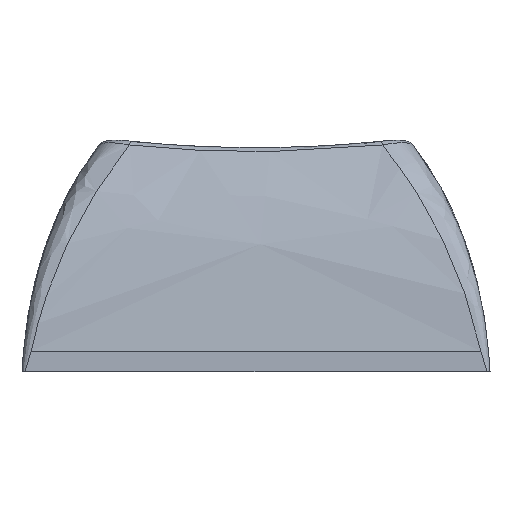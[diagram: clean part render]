
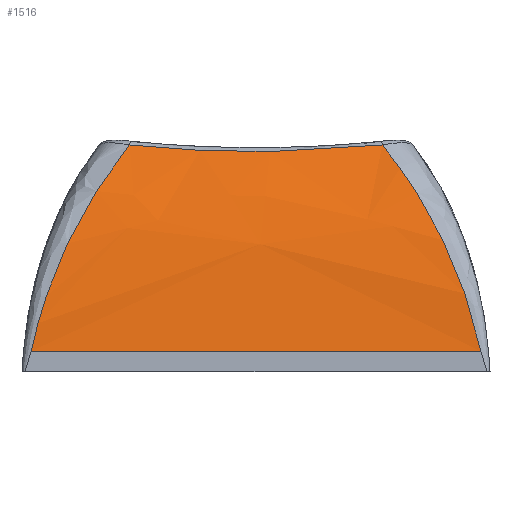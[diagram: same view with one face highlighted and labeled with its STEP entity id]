
A CAD part, left-side view. The second image highlights one B-rep face of the part: STEP entity #1516.
In plain terms, the highlighted free-form (B-spline) face has degree [3, 1] with [5, 2] control points.
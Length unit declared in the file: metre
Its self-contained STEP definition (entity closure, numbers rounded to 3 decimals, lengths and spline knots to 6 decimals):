
#46=B_SPLINE_SURFACE_WITH_KNOTS('',3,1,((#3474,#3475),(#3476,#3477),(#3478,
#3479),(#3480,#3481),(#3482,#3483)),.SURF_OF_LINEAR_EXTRUSION.,.F.,.F.,
 .F.,(4,1,4),(2,2),(-0.00576,0.47952,0.9648),
(0.,1.),.UNSPECIFIED.);
#80=B_SPLINE_CURVE_WITH_KNOTS('',3,(#2389,#2390,#2391,#2392),
 .UNSPECIFIED.,.F.,.F.,(4,4),(0.,1.),.UNSPECIFIED.);
#130=B_SPLINE_CURVE_WITH_KNOTS('',3,(#3274,#3275,#3276,#3277,#3278,#3279,
#3280,#3281,#3282,#3283,#3284,#3285,#3286,#3287,#3288,#3289,#3290,#3291,
#3292),.UNSPECIFIED.,.F.,.F.,(4,1,1,1,1,1,1,1,1,1,1,1,1,1,1,1,4),(0.,0.0625,
0.125,0.25,0.375,0.5,0.625,0.75,0.8125,0.875,0.90625,0.9375,0.953125,0.96875,
0.976563,0.984375,1.),.UNSPECIFIED.);
#134=B_SPLINE_CURVE_WITH_KNOTS('',3,(#3380,#3381,#3382,#3383,#3384,#3385,
#3386,#3387,#3388,#3389,#3390,#3391,#3392,#3393,#3394,#3395,#3396,#3397),
 .UNSPECIFIED.,.F.,.F.,(4,1,1,1,1,1,1,1,1,1,1,1,1,1,1,4),(0.,0.015625,0.03125,
0.039063,0.046875,0.0625,0.09375,0.125,0.1875,0.25,0.375,0.5,0.625,0.75,
0.875,1.),.UNSPECIFIED.);
#580=ORIENTED_EDGE('',*,*,#832,.T.);
#581=ORIENTED_EDGE('',*,*,#764,.T.);
#582=ORIENTED_EDGE('',*,*,#836,.T.);
#583=ORIENTED_EDGE('',*,*,#848,.T.);
#764=EDGE_CURVE('',#944,#942,#80,.T.);
#832=EDGE_CURVE('',#989,#944,#130,.T.);
#836=EDGE_CURVE('',#942,#992,#134,.T.);
#848=EDGE_CURVE('',#992,#989,#1107,.T.);
#942=VERTEX_POINT('',#2349);
#944=VERTEX_POINT('',#2376);
#989=VERTEX_POINT('',#3293);
#992=VERTEX_POINT('',#3398);
#1107=LINE('',#3473,#1219);
#1219=VECTOR('',#1855,1.);
#1301=EDGE_LOOP('',(#580,#581,#582,#583));
#1390=FACE_BOUND('',#1301,.T.);
#1516=ADVANCED_FACE('',(#1390),#46,.F.);
#1855=DIRECTION('',(0.,-1.,0.));
#2349=CARTESIAN_POINT('',(0.279832,0.090616,0.008862));
#2376=CARTESIAN_POINT('',(0.279832,0.080745,0.008862));
#2389=CARTESIAN_POINT('',(0.279832,0.080745,0.008862));
#2390=CARTESIAN_POINT('',(0.279553,0.084035,0.008512));
#2391=CARTESIAN_POINT('',(0.279553,0.087325,0.008512));
#2392=CARTESIAN_POINT('',(0.279832,0.090616,0.008862));
#3274=CARTESIAN_POINT('',(0.27687,0.076892,0.0008));
#3275=CARTESIAN_POINT('',(0.276888,0.076938,0.001013));
#3276=CARTESIAN_POINT('',(0.276929,0.077026,0.0014));
#3277=CARTESIAN_POINT('',(0.277036,0.077231,0.002177));
#3278=CARTESIAN_POINT('',(0.277219,0.077535,0.003139));
#3279=CARTESIAN_POINT('',(0.277492,0.077939,0.004199));
#3280=CARTESIAN_POINT('',(0.277853,0.078433,0.005285));
#3281=CARTESIAN_POINT('',(0.278232,0.07892,0.006214));
#3282=CARTESIAN_POINT('',(0.278637,0.079414,0.007034));
#3283=CARTESIAN_POINT('',(0.278966,0.079798,0.00761));
#3284=CARTESIAN_POINT('',(0.279185,0.080046,0.007961));
#3285=CARTESIAN_POINT('',(0.279382,0.080265,0.008255));
#3286=CARTESIAN_POINT('',(0.279493,0.080387,0.008413));
#3287=CARTESIAN_POINT('',(0.279582,0.080484,0.008535));
#3288=CARTESIAN_POINT('',(0.279659,0.080567,0.008639));
#3289=CARTESIAN_POINT('',(0.279672,0.080581,0.008656));
#3290=CARTESIAN_POINT('',(0.27977,0.080683,0.008785));
#3291=CARTESIAN_POINT('',(0.279801,0.080714,0.008823));
#3292=CARTESIAN_POINT('',(0.279832,0.080745,0.008862));
#3293=CARTESIAN_POINT('',(0.27687,0.076892,0.0008));
#3380=CARTESIAN_POINT('',(0.279832,0.090616,0.008862));
#3381=CARTESIAN_POINT('',(0.279802,0.090646,0.008825));
#3382=CARTESIAN_POINT('',(0.279748,0.090702,0.008755));
#3383=CARTESIAN_POINT('',(0.279663,0.09079,0.008644));
#3384=CARTESIAN_POINT('',(0.279633,0.090822,0.008603));
#3385=CARTESIAN_POINT('',(0.279566,0.090894,0.008513));
#3386=CARTESIAN_POINT('',(0.279497,0.09097,0.008418));
#3387=CARTESIAN_POINT('',(0.279381,0.091096,0.008254));
#3388=CARTESIAN_POINT('',(0.279185,0.091313,0.007962));
#3389=CARTESIAN_POINT('',(0.278966,0.091563,0.00761));
#3390=CARTESIAN_POINT('',(0.278637,0.091947,0.007034));
#3391=CARTESIAN_POINT('',(0.278232,0.09244,0.006214));
#3392=CARTESIAN_POINT('',(0.277853,0.092928,0.005285));
#3393=CARTESIAN_POINT('',(0.277492,0.093421,0.004198));
#3394=CARTESIAN_POINT('',(0.277219,0.093825,0.003141));
#3395=CARTESIAN_POINT('',(0.276999,0.094193,0.001976));
#3396=CARTESIAN_POINT('',(0.276907,0.094377,0.001224));
#3397=CARTESIAN_POINT('',(0.27687,0.094468,0.0008));
#3398=CARTESIAN_POINT('',(0.27687,0.094468,0.0008));
#3473=CARTESIAN_POINT('',(0.27687,0.08568,0.0008));
#3474=CARTESIAN_POINT('',(0.276866,0.094573,0.000748));
#3475=CARTESIAN_POINT('',(0.276866,0.076787,0.000748));
#3476=CARTESIAN_POINT('',(0.276988,0.094573,0.002218));
#3477=CARTESIAN_POINT('',(0.276988,0.076787,0.002218));
#3478=CARTESIAN_POINT('',(0.277601,0.094573,0.005127));
#3479=CARTESIAN_POINT('',(0.277601,0.076787,0.005127));
#3480=CARTESIAN_POINT('',(0.278941,0.094573,0.007754));
#3481=CARTESIAN_POINT('',(0.278941,0.076787,0.007754));
#3482=CARTESIAN_POINT('',(0.279865,0.094573,0.008903));
#3483=CARTESIAN_POINT('',(0.279865,0.076787,0.008903));
